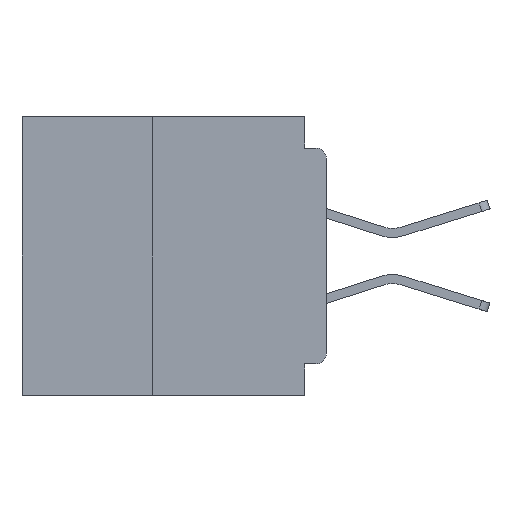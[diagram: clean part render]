
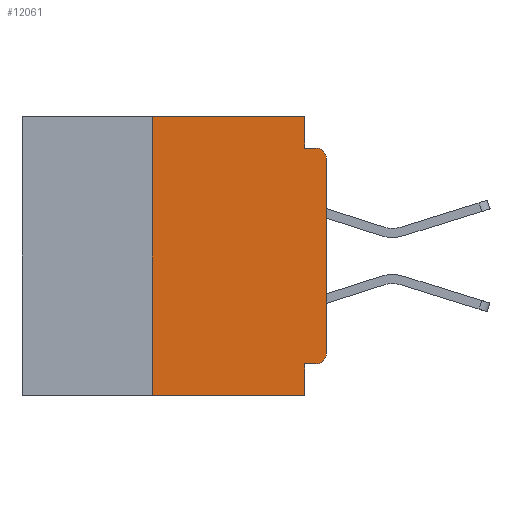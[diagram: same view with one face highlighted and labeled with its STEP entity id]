
A CAD part, left-side view. The second image highlights one B-rep face of the part: STEP entity #12061.
In plain terms, the highlighted planar face has unit normal (-1, 0, 0).
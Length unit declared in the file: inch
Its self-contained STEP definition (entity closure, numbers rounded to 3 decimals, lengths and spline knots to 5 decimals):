
#1438 = CARTESIAN_POINT ( 'NONE',  ( 0., 0., -0.045 ) ) ;
#1621 = EDGE_CURVE ( 'NONE', #11267, #20068, #38583, .T. ) ;
#1692 = CARTESIAN_POINT ( 'NONE',  ( 0., 0.031, 0. ) ) ;
#1801 = EDGE_LOOP ( 'NONE', ( #27722, #51296, #35921, #27040, #26903, #21692, #40201, #22089, #40121, #36292 ) ) ;
#2324 = CARTESIAN_POINT ( 'NONE',  ( 0., 0.25, -0.4 ) ) ;
#3256 = EDGE_CURVE ( 'NONE', #19691, #11267, #47676, .T. ) ;
#3829 = CARTESIAN_POINT ( 'NONE',  ( 0., 0.031, -0.4 ) ) ;
#3886 = CARTESIAN_POINT ( 'NONE',  ( 0., 0.437, 0. ) ) ;
#4027 = VECTOR ( 'NONE', #42103, 39.37008 ) ;
#6447 = DIRECTION ( 'NONE',  ( 0., 0., 1. ) ) ;
#7769 = CARTESIAN_POINT ( 'NONE',  ( 0., 0.015, -0.34 ) ) ;
#8526 = AXIS2_PLACEMENT_3D ( 'NONE', #7769, #36566, #11996 ) ;
#9064 = CARTESIAN_POINT ( 'NONE',  ( 0., 0.437, 0. ) ) ;
#9841 = VERTEX_POINT ( 'NONE', #43739 ) ;
#11267 = VERTEX_POINT ( 'NONE', #24835 ) ;
#11973 = DIRECTION ( 'NONE',  ( 0., 0., 1. ) ) ;
#11996 = DIRECTION ( 'NONE',  ( 0., 0., -1. ) ) ;
#12061 = ADVANCED_FACE ( 'NONE', ( #46299 ), #13401, .F. ) ;
#12292 = VECTOR ( 'NONE', #11973, 39.37008 ) ;
#13401 = PLANE ( 'NONE',  #39805 ) ;
#13676 = LINE ( 'NONE', #51762, #23334 ) ;
#14773 = VECTOR ( 'NONE', #6447, 39.37008 ) ;
#17147 = CARTESIAN_POINT ( 'NONE',  ( 0., 0.031, -0.355 ) ) ;
#19281 = DIRECTION ( 'NONE',  ( 0., 1., 0. ) ) ;
#19437 = AXIS2_PLACEMENT_3D ( 'NONE', #45204, #20711, #49276 ) ;
#19691 = VERTEX_POINT ( 'NONE', #1692 ) ;
#20068 = VERTEX_POINT ( 'NONE', #40979 ) ;
#20198 = CARTESIAN_POINT ( 'NONE',  ( 0., 0., -0.06 ) ) ;
#20711 = DIRECTION ( 'NONE',  ( -1., 0., 0. ) ) ;
#21692 = ORIENTED_EDGE ( 'NONE', *, *, #45535, .F. ) ;
#22015 = EDGE_CURVE ( 'NONE', #48369, #26979, #44963, .T. ) ;
#22089 = ORIENTED_EDGE ( 'NONE', *, *, #34657, .F. ) ;
#23064 = CARTESIAN_POINT ( 'NONE',  ( 0., 0., -0.34 ) ) ;
#23334 = VECTOR ( 'NONE', #19281, 39.37008 ) ;
#24816 = LINE ( 'NONE', #30534, #35700 ) ;
#24835 = CARTESIAN_POINT ( 'NONE',  ( 0., 0.031, -0.045 ) ) ;
#25813 = DIRECTION ( 'NONE',  ( 0., 0., -1. ) ) ;
#26529 = EDGE_CURVE ( 'NONE', #26979, #29249, #44934, .T. ) ;
#26710 = VERTEX_POINT ( 'NONE', #17147 ) ;
#26903 = ORIENTED_EDGE ( 'NONE', *, *, #33968, .F. ) ;
#26979 = VERTEX_POINT ( 'NONE', #23064 ) ;
#27040 = ORIENTED_EDGE ( 'NONE', *, *, #3256, .F. ) ;
#27556 = EDGE_CURVE ( 'NONE', #29249, #20068, #46708, .T. ) ;
#27722 = ORIENTED_EDGE ( 'NONE', *, *, #26529, .T. ) ;
#28524 = LINE ( 'NONE', #3829, #48912 ) ;
#29249 = VERTEX_POINT ( 'NONE', #20198 ) ;
#30534 = CARTESIAN_POINT ( 'NONE',  ( 0., 0.437, -0.4 ) ) ;
#32702 = DIRECTION ( 'NONE',  ( 0., -1., 0. ) ) ;
#32793 = CARTESIAN_POINT ( 'NONE',  ( 0., 0.031, -0.4 ) ) ;
#33968 = EDGE_CURVE ( 'NONE', #44983, #19691, #41346, .T. ) ;
#34516 = CARTESIAN_POINT ( 'NONE',  ( 0., 0.015, -0.355 ) ) ;
#34657 = EDGE_CURVE ( 'NONE', #26710, #43310, #28524, .T. ) ;
#35700 = VECTOR ( 'NONE', #38689, 39.37008 ) ;
#35777 = EDGE_CURVE ( 'NONE', #48369, #26710, #13676, .T. ) ;
#35921 = ORIENTED_EDGE ( 'NONE', *, *, #1621, .F. ) ;
#36292 = ORIENTED_EDGE ( 'NONE', *, *, #22015, .T. ) ;
#36566 = DIRECTION ( 'NONE',  ( -1., 0., 0. ) ) ;
#36761 = DIRECTION ( 'NONE',  ( 0., 0., -1. ) ) ;
#38583 = LINE ( 'NONE', #1438, #39849 ) ;
#38689 = DIRECTION ( 'NONE',  ( 0., -1., 0. ) ) ;
#39805 = AXIS2_PLACEMENT_3D ( 'NONE', #9064, #50240, #25813 ) ;
#39849 = VECTOR ( 'NONE', #52996, 39.37008 ) ;
#40100 = EDGE_CURVE ( 'NONE', #9841, #43310, #24816, .T. ) ;
#40121 = ORIENTED_EDGE ( 'NONE', *, *, #35777, .F. ) ;
#40201 = ORIENTED_EDGE ( 'NONE', *, *, #40100, .T. ) ;
#40979 = CARTESIAN_POINT ( 'NONE',  ( 0., 0.015, -0.045 ) ) ;
#41346 = LINE ( 'NONE', #3886, #49624 ) ;
#42103 = DIRECTION ( 'NONE',  ( 0., 0., -1. ) ) ;
#42517 = CARTESIAN_POINT ( 'NONE',  ( 0., 0.031, 0. ) ) ;
#43310 = VERTEX_POINT ( 'NONE', #32793 ) ;
#43739 = CARTESIAN_POINT ( 'NONE',  ( 0., 0.25, -0.4 ) ) ;
#44934 = LINE ( 'NONE', #51996, #12292 ) ;
#44963 = CIRCLE ( 'NONE', #8526, 0.015 ) ;
#44983 = VERTEX_POINT ( 'NONE', #51858 ) ;
#45204 = CARTESIAN_POINT ( 'NONE',  ( 0., 0.015, -0.06 ) ) ;
#45535 = EDGE_CURVE ( 'NONE', #9841, #44983, #47388, .T. ) ;
#46299 = FACE_OUTER_BOUND ( 'NONE', #1801, .T. ) ;
#46708 = CIRCLE ( 'NONE', #19437, 0.015 ) ;
#47388 = LINE ( 'NONE', #2324, #14773 ) ;
#47676 = LINE ( 'NONE', #42517, #4027 ) ;
#48369 = VERTEX_POINT ( 'NONE', #34516 ) ;
#48912 = VECTOR ( 'NONE', #36761, 39.37008 ) ;
#49276 = DIRECTION ( 'NONE',  ( 0., 0., -1. ) ) ;
#49624 = VECTOR ( 'NONE', #32702, 39.37008 ) ;
#50240 = DIRECTION ( 'NONE',  ( 1., 0., 0. ) ) ;
#51296 = ORIENTED_EDGE ( 'NONE', *, *, #27556, .T. ) ;
#51762 = CARTESIAN_POINT ( 'NONE',  ( 0., 0., -0.355 ) ) ;
#51858 = CARTESIAN_POINT ( 'NONE',  ( 0., 0.25, 0. ) ) ;
#51996 = CARTESIAN_POINT ( 'NONE',  ( 0., 0., 0. ) ) ;
#52996 = DIRECTION ( 'NONE',  ( 0., -1., 0. ) ) ;
